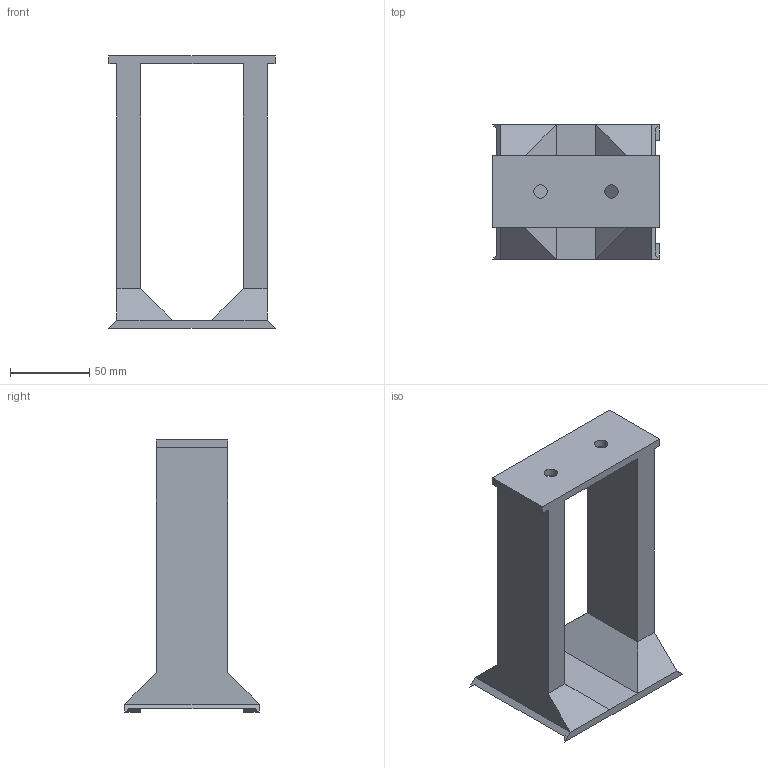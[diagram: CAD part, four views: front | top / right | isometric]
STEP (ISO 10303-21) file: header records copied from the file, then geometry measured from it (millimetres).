
FILE_DESCRIPTION (( 'STEP AP214' ), '1' );
FILE_NAME ('standv0.1.STEP', '2025-07-21T20:38:43', ( '' ), ( '' ), 'SwSTEP 2.0', 'SolidWorks 2023', '' );
FILE_SCHEMA (( 'AUTOMOTIVE_DESIGN' ));
Length unit declared in the file: millimetre
Products named in the file (1): standv0.1
Bounding box: 105 x 85 x 172 mm (x, y, z)
Volume: 307934.2 mm3; surface area: 65522.8 mm2
Topology: 1 solids, 1 shells, 34 faces, 88 edges, 54 vertices
Faces by surface type: plane 30, cylinder 4
Entity records: 1047 total; most frequent: CARTESIAN_POINT 189, ORIENTED_EDGE 176, DIRECTION 162, EDGE_CURVE 88, VECTOR 76, LINE 76, VERTEX_POINT 54, AXIS2_PLACEMENT_3D 43
